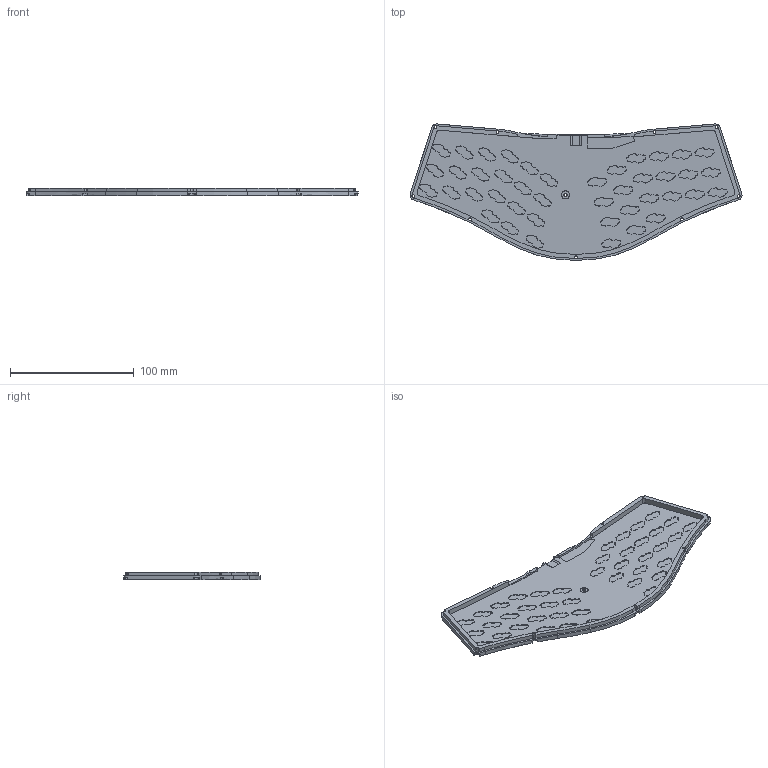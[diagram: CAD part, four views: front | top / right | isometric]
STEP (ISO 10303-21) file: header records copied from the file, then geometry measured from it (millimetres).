
FILE_DESCRIPTION(/* description */ (''),/* implementation_level */ '2;1');
FILE_NAME(/* name */ 'bot.step',/* time_stamp */ '2022-10-27T15:00:41+02:00',/* author */ (''),/* organization */ (''),/* preprocessor_version */ 'ST-DEVELOPER v19.2',/* originating_system */ 'Autodesk Translation Framework v11.17.0.187',/* authorisation */ '');
FILE_SCHEMA (('AUTOMOTIVE_DESIGN { 1 0 10303 214 3 1 1 }'));
Length unit declared in the file: millimetre
Products named in the file (1): osprey_rev2
Bounding box: 268.61 x 110.17 x 6.4 mm (x, y, z)
Volume: 49435.3 mm3; surface area: 50434.9 mm2
Topology: 1 solids, 1 shells, 1571 faces, 4566 edges, 3038 vertices
Faces by surface type: cylinder 792, plane 768, cone 7, bspline 4
Full cylindrical faces by diameter (mm): 2.2 x9, 2.5 x1, 6.5 x1, 8.1 x7
Entity records: 52519 total; most frequent: CARTESIAN_POINT 9352, DIRECTION 9296, ORIENTED_EDGE 9132, EDGE_CURVE 4566, AXIS2_PLACEMENT_3D 3180, VERTEX_POINT 3038, LINE 2936, VECTOR 2936
